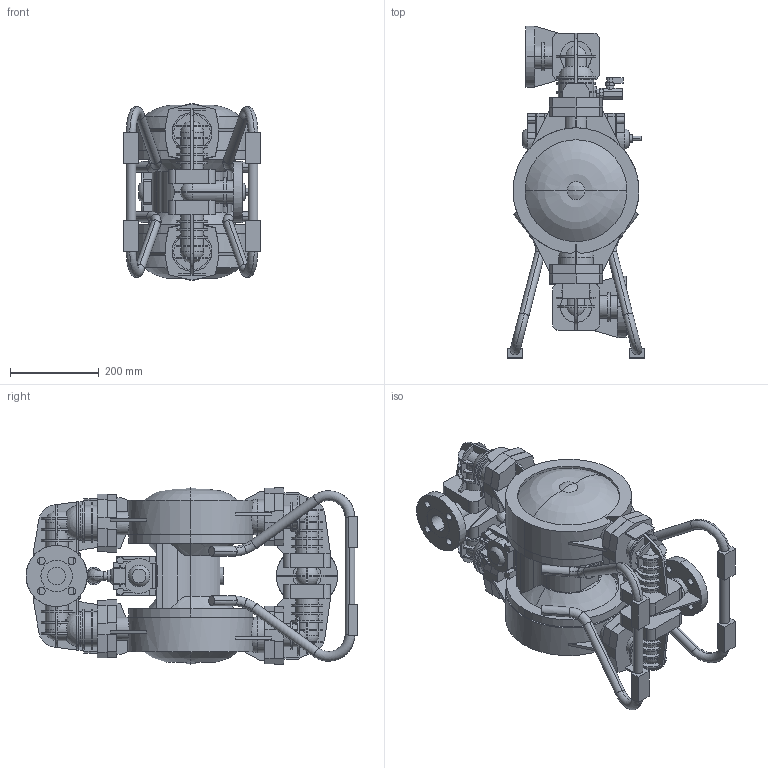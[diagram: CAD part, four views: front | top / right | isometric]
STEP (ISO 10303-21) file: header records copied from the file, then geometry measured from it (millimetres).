
FILE_DESCRIPTION (( 'STEP AP214' ), '1' );
FILE_NAME ('NDP-40BV_.STEP', '2009-04-21T01:32:04', ( ' ' ), ( ' ' ), 'SwSTEP 2.0', 'SolidWorks 2006303', '' );
FILE_SCHEMA (( 'AUTOMOTIVE_DESIGN' ));
Length unit declared in the file: millimetre
Products named in the file (1): NDP-40BV_
Bounding box: 310 x 749 x 398 mm (x, y, z)
Volume: 26129517.7 mm3; surface area: 1608901.4 mm2
Topology: 3 solids, 3 shells, 1229 faces, 3541 edges, 2342 vertices
Faces by surface type: plane 717, cylinder 417, sphere 47, torus 28, cone 18, bspline 2
Entity records: 41400 total; most frequent: CARTESIAN_POINT 8299, ORIENTED_EDGE 7040, DIRECTION 6992, EDGE_CURVE 3520, AXIS2_PLACEMENT_3D 2372, VERTEX_POINT 2332, LINE 2248, VECTOR 2248
